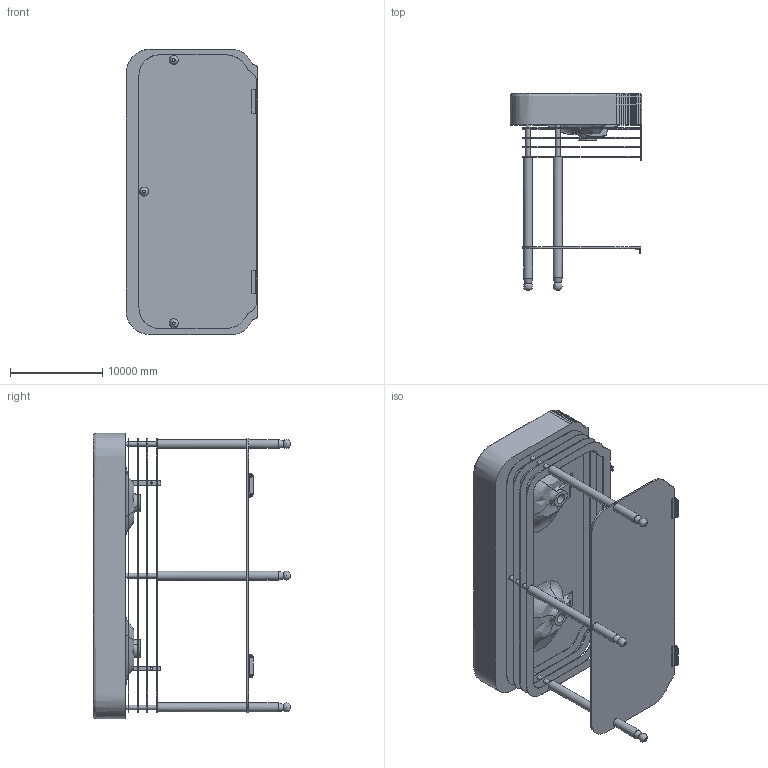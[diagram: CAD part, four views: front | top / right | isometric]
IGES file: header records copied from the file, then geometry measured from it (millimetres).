
Global section: file name: 80060; native system: AutoCAD 2016 - English; preprocessor: Autodesk Translation Framework DWG producer (atf_dwg_producer); organization: unknown; date: 20170210.130317; units: inch
Bounding box: 14226.19 x 21336 x 30866.09 mm (x, y, z)
Volume: 1400742783009.9 mm3; surface area: 2863497328.1 mm2
Topology: 13 solids, 13 shells, 507 faces, 1462 edges, 991 vertices
Faces by surface type: bspline 507
